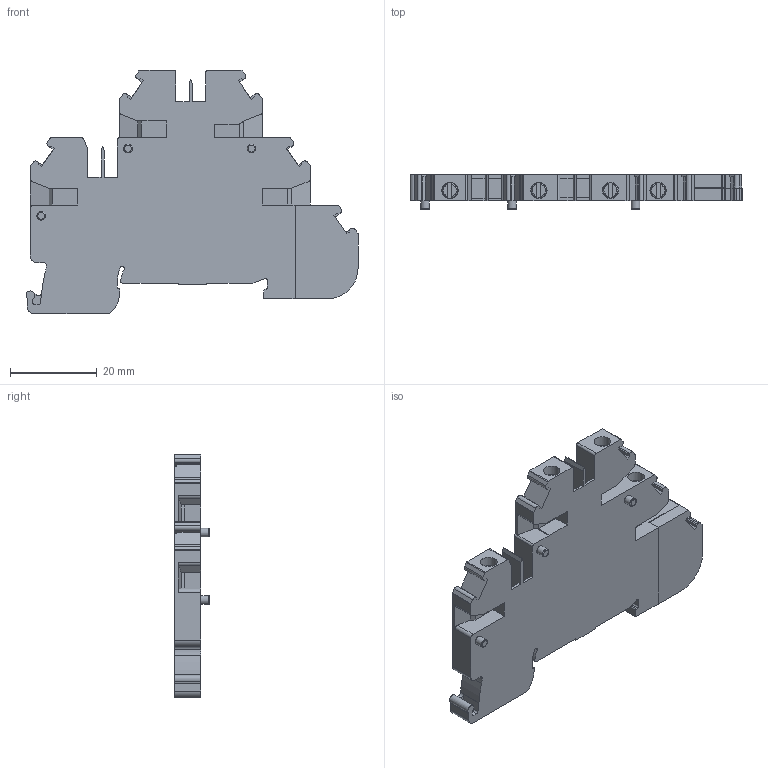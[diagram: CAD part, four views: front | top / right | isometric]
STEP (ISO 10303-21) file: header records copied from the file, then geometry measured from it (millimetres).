
FILE_DESCRIPTION(/* description */ ('Unknown'),/* implementation_level */ '2;1');
FILE_NAME(/* name */ 'TQ2_5-2T+WOE_3D_SOLID',/* time_stamp */ '2021-05-29T13:27:18+06:00',/* author */ ('Unknown'),/* organization */ ('Unknown'),/* preprocessor_version */ 'ST-DEVELOPER v16.7',/* originating_system */ 'DEX',/* authorisation */ $);
FILE_SCHEMA (('AUTOMOTIVE_DESIGN {1 0 10303 214 3 1 1}'));
Length unit declared in the file: millimetre
Products named in the file (1): TQ2_5-2T+WOE_3D_SOLID
Bounding box: 76.5 x 8 x 56 mm (x, y, z)
Volume: 15497.7 mm3; surface area: 9683.4 mm2
Topology: 1 solids, 1 shells, 292 faces, 828 edges, 551 vertices
Faces by surface type: plane 199, cylinder 74, torus 15, cone 4
Full cylindrical faces by diameter (mm): 2 x3, 3.5 x4, 3.8 x4
Entity records: 11349 total; most frequent: CARTESIAN_POINT 1678, ORIENTED_EDGE 1592, DIRECTION 1550, EDGE_CURVE 796, LINE 596, VECTOR 596, VERTEX_POINT 541, AXIS2_PLACEMENT_3D 477
